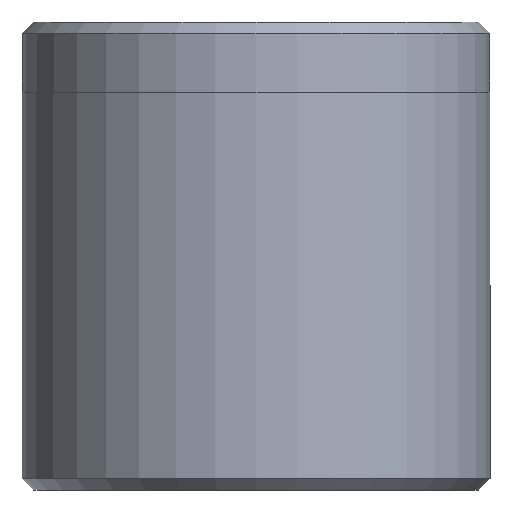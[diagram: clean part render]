
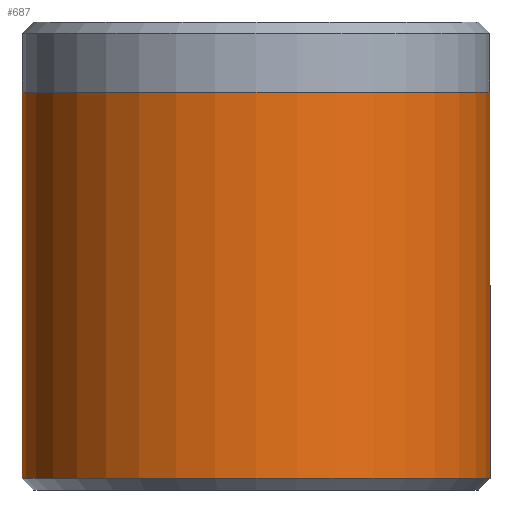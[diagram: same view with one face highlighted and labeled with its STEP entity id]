
A CAD part, front view. The second image highlights one B-rep face of the part: STEP entity #687.
In plain terms, the highlighted cylindrical face has radius 10 mm (diameter 20 mm), a partial arc.
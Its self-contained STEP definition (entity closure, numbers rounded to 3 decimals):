
#17 = CARTESIAN_POINT ( 'NONE',  ( 0., 0., 0.5 ) ) ;
#28 = ORIENTED_EDGE ( 'NONE', *, *, #1668, .F. ) ;
#34 = DIRECTION ( 'NONE',  ( 0., 0., 1. ) ) ;
#77 = EDGE_CURVE ( 'NONE', #1665, #950, #1073, .T. ) ;
#78 = EDGE_LOOP ( 'NONE', ( #28, #1279, #1192, #377 ) ) ;
#115 = CARTESIAN_POINT ( 'NONE',  ( 10., 0., 0.5 ) ) ;
#118 = DIRECTION ( 'NONE',  ( 0., 0., -1. ) ) ;
#130 = CARTESIAN_POINT ( 'NONE',  ( 10., 0., 20. ) ) ;
#139 = DIRECTION ( 'NONE',  ( 1., 0., 0. ) ) ;
#193 = VECTOR ( 'NONE', #538, 1000. ) ;
#194 = CARTESIAN_POINT ( 'NONE',  ( -10., 0., 17. ) ) ;
#279 = AXIS2_PLACEMENT_3D ( 'NONE', #558, #118, #718 ) ;
#319 = VERTEX_POINT ( 'NONE', #194 ) ;
#377 = ORIENTED_EDGE ( 'NONE', *, *, #77, .T. ) ;
#448 = VERTEX_POINT ( 'NONE', #1635 ) ;
#465 = DIRECTION ( 'NONE',  ( 0., 0., 1. ) ) ;
#538 = DIRECTION ( 'NONE',  ( 0., 0., -1. ) ) ;
#546 = CARTESIAN_POINT ( 'NONE',  ( -10., 0., 20. ) ) ;
#558 = CARTESIAN_POINT ( 'NONE',  ( 0., 0., 20. ) ) ;
#649 = VECTOR ( 'NONE', #1797, 1000. ) ;
#687 = ADVANCED_FACE ( 'NONE', ( #1637 ), #820, .T. ) ;
#718 = DIRECTION ( 'NONE',  ( -1., 0., 0. ) ) ;
#820 = CYLINDRICAL_SURFACE ( 'NONE', #279, 10. ) ;
#888 = AXIS2_PLACEMENT_3D ( 'NONE', #17, #34, #139 ) ;
#950 = VERTEX_POINT ( 'NONE', #115 ) ;
#1065 = LINE ( 'NONE', #130, #649 ) ;
#1073 = CIRCLE ( 'NONE', #888, 10. ) ;
#1192 = ORIENTED_EDGE ( 'NONE', *, *, #1448, .T. ) ;
#1279 = ORIENTED_EDGE ( 'NONE', *, *, #1748, .F. ) ;
#1377 = CARTESIAN_POINT ( 'NONE',  ( 0., 0., 17. ) ) ;
#1384 = LINE ( 'NONE', #546, #193 ) ;
#1448 = EDGE_CURVE ( 'NONE', #319, #1665, #1384, .T. ) ;
#1543 = DIRECTION ( 'NONE',  ( 1., 0., 0. ) ) ;
#1635 = CARTESIAN_POINT ( 'NONE',  ( 10., 0., 17. ) ) ;
#1637 = FACE_OUTER_BOUND ( 'NONE', #78, .T. ) ;
#1665 = VERTEX_POINT ( 'NONE', #1916 ) ;
#1668 = EDGE_CURVE ( 'NONE', #448, #950, #1065, .T. ) ;
#1744 = AXIS2_PLACEMENT_3D ( 'NONE', #1377, #465, #1543 ) ;
#1748 = EDGE_CURVE ( 'NONE', #319, #448, #1860, .T. ) ;
#1797 = DIRECTION ( 'NONE',  ( 0., 0., -1. ) ) ;
#1860 = CIRCLE ( 'NONE', #1744, 10. ) ;
#1916 = CARTESIAN_POINT ( 'NONE',  ( -10., 0., 0.5 ) ) ;
